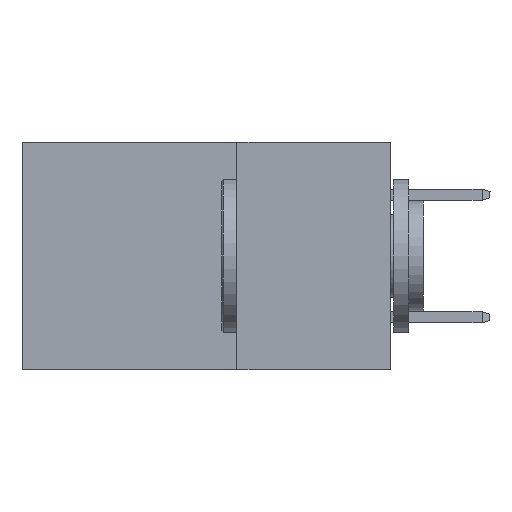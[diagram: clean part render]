
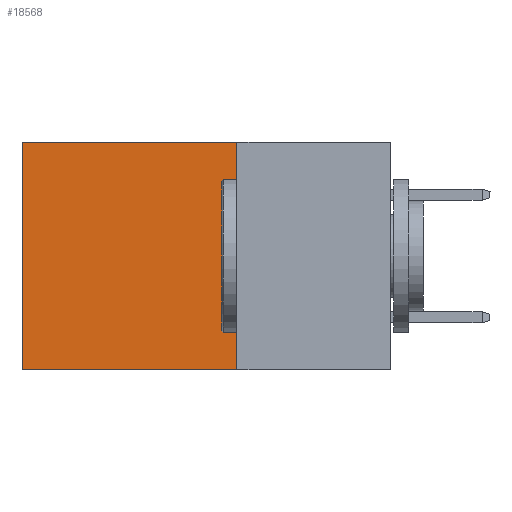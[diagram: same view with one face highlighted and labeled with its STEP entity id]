
A CAD part, left-side view. The second image highlights one B-rep face of the part: STEP entity #18568.
In plain terms, the highlighted planar face has unit normal (-1, 0, 0).
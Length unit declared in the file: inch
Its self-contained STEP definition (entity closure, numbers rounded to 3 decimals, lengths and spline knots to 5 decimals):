
#1413 = VERTEX_POINT ( 'NONE', #19070 ) ;
#1611 = VECTOR ( 'NONE', #15645, 39.37008 ) ;
#1916 = CARTESIAN_POINT ( 'NONE',  ( 0.2875, 0.25, 0. ) ) ;
#1995 = PLANE ( 'NONE',  #13851 ) ;
#3992 = DIRECTION ( 'NONE',  ( 0., 0., -1. ) ) ;
#4362 = VERTEX_POINT ( 'NONE', #5395 ) ;
#5234 = EDGE_CURVE ( 'NONE', #1413, #4362, #9378, .T. ) ;
#5395 = CARTESIAN_POINT ( 'NONE',  ( 0.2875, 0.6, -0.37 ) ) ;
#6848 = LINE ( 'NONE', #21511, #1611 ) ;
#8418 = EDGE_LOOP ( 'NONE', ( #22598, #11112, #13435, #24193 ) ) ;
#8452 = VERTEX_POINT ( 'NONE', #15912 ) ;
#9378 = LINE ( 'NONE', #18009, #24286 ) ;
#9885 = EDGE_CURVE ( 'NONE', #24528, #8452, #6848, .T. ) ;
#10214 = VECTOR ( 'NONE', #12952, 39.37008 ) ;
#11112 = ORIENTED_EDGE ( 'NONE', *, *, #5234, .F. ) ;
#12952 = DIRECTION ( 'NONE',  ( 0., 0., -1. ) ) ;
#13435 = ORIENTED_EDGE ( 'NONE', *, *, #20509, .F. ) ;
#13441 = LINE ( 'NONE', #13875, #14051 ) ;
#13851 = AXIS2_PLACEMENT_3D ( 'NONE', #1916, #15720, #3992 ) ;
#13875 = CARTESIAN_POINT ( 'NONE',  ( 0.2875, 0.25, 0. ) ) ;
#14051 = VECTOR ( 'NONE', #15836, 39.37008 ) ;
#14432 = FACE_OUTER_BOUND ( 'NONE', #8418, .T. ) ;
#15645 = DIRECTION ( 'NONE',  ( 0., 1., 0. ) ) ;
#15720 = DIRECTION ( 'NONE',  ( 1., 0., 0. ) ) ;
#15760 = CARTESIAN_POINT ( 'NONE',  ( 0.2875, 0.25, 0. ) ) ;
#15836 = DIRECTION ( 'NONE',  ( 0., 0., -1. ) ) ;
#15912 = CARTESIAN_POINT ( 'NONE',  ( 0.2875, 0.6, 0. ) ) ;
#16965 = EDGE_CURVE ( 'NONE', #8452, #4362, #21212, .T. ) ;
#18009 = CARTESIAN_POINT ( 'NONE',  ( 0.2875, 0.25, -0.37 ) ) ;
#18568 = ADVANCED_FACE ( 'NONE', ( #14432 ), #1995, .F. ) ;
#19070 = CARTESIAN_POINT ( 'NONE',  ( 0.2875, 0.25, -0.37 ) ) ;
#20509 = EDGE_CURVE ( 'NONE', #24528, #1413, #13441, .T. ) ;
#20743 = CARTESIAN_POINT ( 'NONE',  ( 0.2875, 0.6, 0. ) ) ;
#21212 = LINE ( 'NONE', #20743, #10214 ) ;
#21511 = CARTESIAN_POINT ( 'NONE',  ( 0.2875, 0.25, 0. ) ) ;
#21834 = DIRECTION ( 'NONE',  ( 0., 1., 0. ) ) ;
#22598 = ORIENTED_EDGE ( 'NONE', *, *, #16965, .T. ) ;
#24193 = ORIENTED_EDGE ( 'NONE', *, *, #9885, .T. ) ;
#24286 = VECTOR ( 'NONE', #21834, 39.37008 ) ;
#24528 = VERTEX_POINT ( 'NONE', #15760 ) ;
